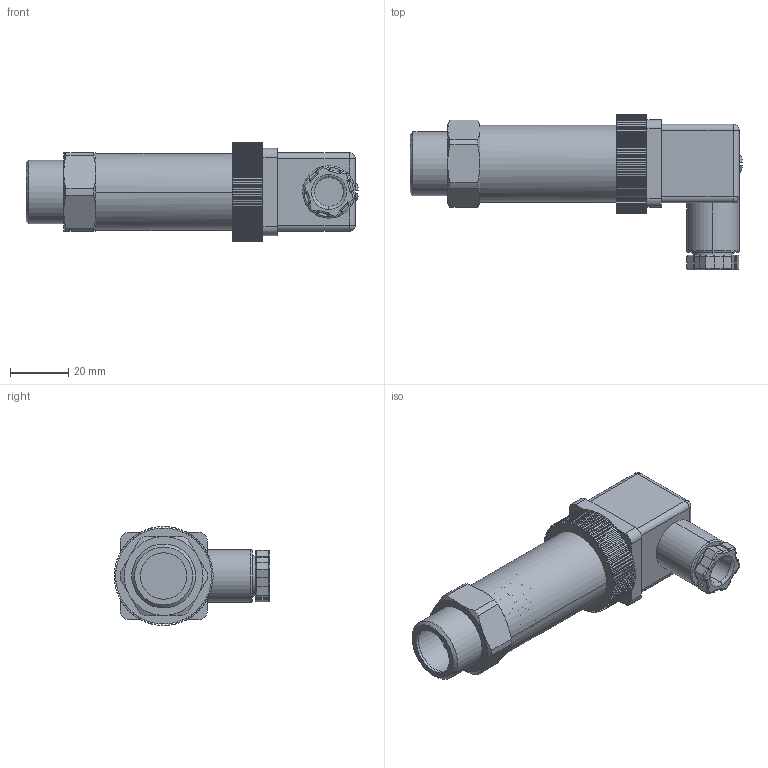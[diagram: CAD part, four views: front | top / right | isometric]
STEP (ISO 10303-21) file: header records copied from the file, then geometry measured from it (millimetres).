
FILE_DESCRIPTION(/* description */ (''),/* implementation_level */ '2;1');
FILE_NAME(/* name */ 'PM201-M22-平膜型_stp.stp',/* time_stamp */ '2022-01-06T09:47:04+08:00',/* author */ (''),/* organization */ (''),/* preprocessor_version */ 'ST-DEVELOPER v16',/* originating_system */ 'SIEMENS PLM Software NX 10.0',/* authorisation */ '');
FILE_SCHEMA (('CONFIG_CONTROL_DESIGN'));
Length unit declared in the file: millimetre
Products named in the file (1): PM201-M22-平膜型_stp
Bounding box: 114.2 x 53.5 x 33.99 mm (x, y, z)
Volume: 44361.8 mm3; surface area: 28796.4 mm2
Topology: 4 solids, 5 shells, 774 faces, 2166 edges, 1418 vertices
Faces by surface type: plane 421, cylinder 305, cone 20, bspline 20, torus 4, sphere 4
Full cylindrical faces by diameter (mm): 16 x1, 19.1 x1, 20 x1, 22 x1, 25 x1
Entity records: 28527 total; most frequent: CARTESIAN_POINT 8324, ORIENTED_EDGE 4306, DIRECTION 4119, EDGE_CURVE 2153, LINE 1445, VECTOR 1445, VERTEX_POINT 1418, AXIS2_PLACEMENT_3D 1337
